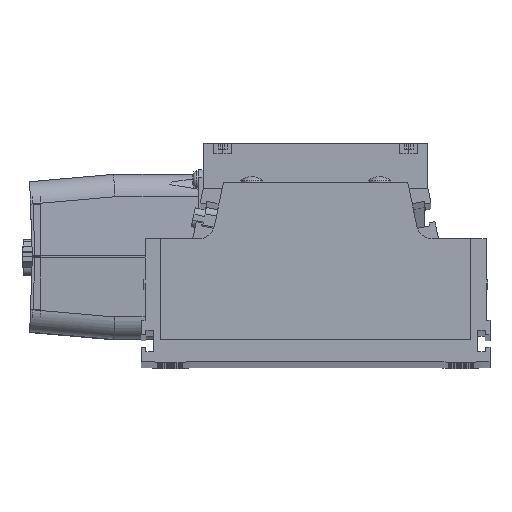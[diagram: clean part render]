
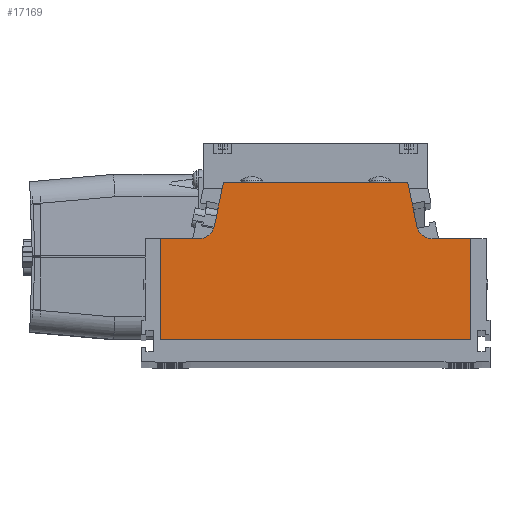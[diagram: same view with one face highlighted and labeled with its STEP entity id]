
A CAD part, top view. The second image highlights one B-rep face of the part: STEP entity #17169.
In plain terms, the highlighted planar face has unit normal (0, 0, 1).
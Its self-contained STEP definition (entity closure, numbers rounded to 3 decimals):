
#233 = LINE ( 'NONE', #2795, #430 ) ;
#390 = PLANE ( 'NONE',  #8376 ) ;
#430 = VECTOR ( 'NONE', #14499, 1000. ) ;
#764 = VERTEX_POINT ( 'NONE', #20876 ) ;
#812 = VERTEX_POINT ( 'NONE', #8724 ) ;
#937 = EDGE_CURVE ( 'NONE', #28343, #812, #27639, .T. ) ;
#1218 = DIRECTION ( 'NONE',  ( 0., 0., -1. ) ) ;
#1646 = VERTEX_POINT ( 'NONE', #24109 ) ;
#1823 = LINE ( 'NONE', #24938, #4447 ) ;
#2411 = AXIS2_PLACEMENT_3D ( 'NONE', #10498, #1218, #8078 ) ;
#2795 = CARTESIAN_POINT ( 'NONE',  ( -26.797, 3., 972.5 ) ) ;
#2796 = CARTESIAN_POINT ( 'NONE',  ( -23.784, 17.45, 972.5 ) ) ;
#3235 = ORIENTED_EDGE ( 'NONE', *, *, #10813, .F. ) ;
#3493 = VERTEX_POINT ( 'NONE', #13414 ) ;
#3708 = ORIENTED_EDGE ( 'NONE', *, *, #5810, .F. ) ;
#3712 = DIRECTION ( 'NONE',  ( 0., -1., 0. ) ) ;
#4447 = VECTOR ( 'NONE', #18241, 1000. ) ;
#4610 = CARTESIAN_POINT ( 'NONE',  ( 23.784, 17.45, 972.5 ) ) ;
#5388 = CARTESIAN_POINT ( 'NONE',  ( -26.133, 6.184, 972.5 ) ) ;
#5810 = EDGE_CURVE ( 'NONE', #28343, #28320, #233, .T. ) ;
#6004 = CARTESIAN_POINT ( 'NONE',  ( -40., 84.488, 972.5 ) ) ;
#6270 = VERTEX_POINT ( 'NONE', #7629 ) ;
#6988 = VERTEX_POINT ( 'NONE', #10551 ) ;
#7378 = EDGE_CURVE ( 'NONE', #812, #6988, #23756, .T. ) ;
#7629 = CARTESIAN_POINT ( 'NONE',  ( 30.049, 3., 972.5 ) ) ;
#7860 = VECTOR ( 'NONE', #25845, 1000. ) ;
#8078 = DIRECTION ( 'NONE',  ( -1., 0., 0. ) ) ;
#8142 = VECTOR ( 'NONE', #3712, 1000. ) ;
#8376 = AXIS2_PLACEMENT_3D ( 'NONE', #23930, #21210, #25926 ) ;
#8724 = CARTESIAN_POINT ( 'NONE',  ( -30.049, 3., 972.5 ) ) ;
#9232 = DIRECTION ( 'NONE',  ( 0.204, -0.979, 0. ) ) ;
#9513 = VECTOR ( 'NONE', #19193, 1000. ) ;
#9628 = CARTESIAN_POINT ( 'NONE',  ( -40., 3., 972.5 ) ) ;
#9638 = ORIENTED_EDGE ( 'NONE', *, *, #15850, .T. ) ;
#9726 = LINE ( 'NONE', #21429, #7860 ) ;
#10065 = DIRECTION ( 'NONE',  ( -1., 0., 0. ) ) ;
#10498 = CARTESIAN_POINT ( 'NONE',  ( -30.049, 7., 972.5 ) ) ;
#10551 = CARTESIAN_POINT ( 'NONE',  ( -40., 3., 972.5 ) ) ;
#10813 = EDGE_CURVE ( 'NONE', #28320, #15669, #28823, .T. ) ;
#10864 = LINE ( 'NONE', #6004, #8142 ) ;
#10970 = ORIENTED_EDGE ( 'NONE', *, *, #22353, .T. ) ;
#11770 = ORIENTED_EDGE ( 'NONE', *, *, #20725, .F. ) ;
#13051 = ORIENTED_EDGE ( 'NONE', *, *, #29084, .F. ) ;
#13366 = VECTOR ( 'NONE', #9232, 1000. ) ;
#13414 = CARTESIAN_POINT ( 'NONE',  ( -40., -23.13, 972.5 ) ) ;
#14499 = DIRECTION ( 'NONE',  ( 0.204, 0.979, 0. ) ) ;
#14825 = ORIENTED_EDGE ( 'NONE', *, *, #24906, .T. ) ;
#15261 = ORIENTED_EDGE ( 'NONE', *, *, #29184, .F. ) ;
#15669 = VERTEX_POINT ( 'NONE', #4610 ) ;
#15850 = EDGE_CURVE ( 'NONE', #1646, #6270, #16751, .T. ) ;
#15913 = LINE ( 'NONE', #17884, #13366 ) ;
#16625 = CARTESIAN_POINT ( 'NONE',  ( 26.133, 6.184, 972.5 ) ) ;
#16648 = FACE_OUTER_BOUND ( 'NONE', #18775, .T. ) ;
#16751 = LINE ( 'NONE', #26190, #18792 ) ;
#16937 = AXIS2_PLACEMENT_3D ( 'NONE', #26700, #24415, #21845 ) ;
#17169 = ADVANCED_FACE ( 'NONE', ( #16648 ), #390, .F. ) ;
#17414 = CIRCLE ( 'NONE', #16937, 4. ) ;
#17884 = CARTESIAN_POINT ( 'NONE',  ( 23.784, 17.45, 972.5 ) ) ;
#18241 = DIRECTION ( 'NONE',  ( 0., -1., 0. ) ) ;
#18775 = EDGE_LOOP ( 'NONE', ( #13051, #9638, #14825, #11770, #3235, #3708, #25014, #30010, #10970, #15261 ) ) ;
#18792 = VECTOR ( 'NONE', #10065, 1000. ) ;
#19193 = DIRECTION ( 'NONE',  ( -1., 0., 0. ) ) ;
#20725 = EDGE_CURVE ( 'NONE', #15669, #21414, #15913, .T. ) ;
#20876 = CARTESIAN_POINT ( 'NONE',  ( 40., -23.13, 972.5 ) ) ;
#21210 = DIRECTION ( 'NONE',  ( 0., 0., -1. ) ) ;
#21414 = VERTEX_POINT ( 'NONE', #16625 ) ;
#21429 = CARTESIAN_POINT ( 'NONE',  ( -40., -23.13, 972.5 ) ) ;
#21845 = DIRECTION ( 'NONE',  ( -1., 0., 0. ) ) ;
#22353 = EDGE_CURVE ( 'NONE', #6988, #3493, #10864, .T. ) ;
#23756 = LINE ( 'NONE', #9628, #9513 ) ;
#23930 = CARTESIAN_POINT ( 'NONE',  ( -40., 84.488, 972.5 ) ) ;
#24109 = CARTESIAN_POINT ( 'NONE',  ( 40., 3., 972.5 ) ) ;
#24415 = DIRECTION ( 'NONE',  ( 0., 0., -1. ) ) ;
#24438 = CARTESIAN_POINT ( 'NONE',  ( -23.784, 17.45, 972.5 ) ) ;
#24906 = EDGE_CURVE ( 'NONE', #6270, #21414, #17414, .T. ) ;
#24938 = CARTESIAN_POINT ( 'NONE',  ( 40., 84.488, 972.5 ) ) ;
#25014 = ORIENTED_EDGE ( 'NONE', *, *, #937, .T. ) ;
#25727 = VECTOR ( 'NONE', #26570, 1000. ) ;
#25845 = DIRECTION ( 'NONE',  ( -1., 0., 0. ) ) ;
#25926 = DIRECTION ( 'NONE',  ( -1., 0., 0. ) ) ;
#26190 = CARTESIAN_POINT ( 'NONE',  ( -40., 3., 972.5 ) ) ;
#26570 = DIRECTION ( 'NONE',  ( 1., 0., 0. ) ) ;
#26700 = CARTESIAN_POINT ( 'NONE',  ( 30.049, 7., 972.5 ) ) ;
#27639 = CIRCLE ( 'NONE', #2411, 4. ) ;
#28320 = VERTEX_POINT ( 'NONE', #2796 ) ;
#28343 = VERTEX_POINT ( 'NONE', #5388 ) ;
#28823 = LINE ( 'NONE', #24438, #25727 ) ;
#29084 = EDGE_CURVE ( 'NONE', #1646, #764, #1823, .T. ) ;
#29184 = EDGE_CURVE ( 'NONE', #764, #3493, #9726, .T. ) ;
#30010 = ORIENTED_EDGE ( 'NONE', *, *, #7378, .T. ) ;
